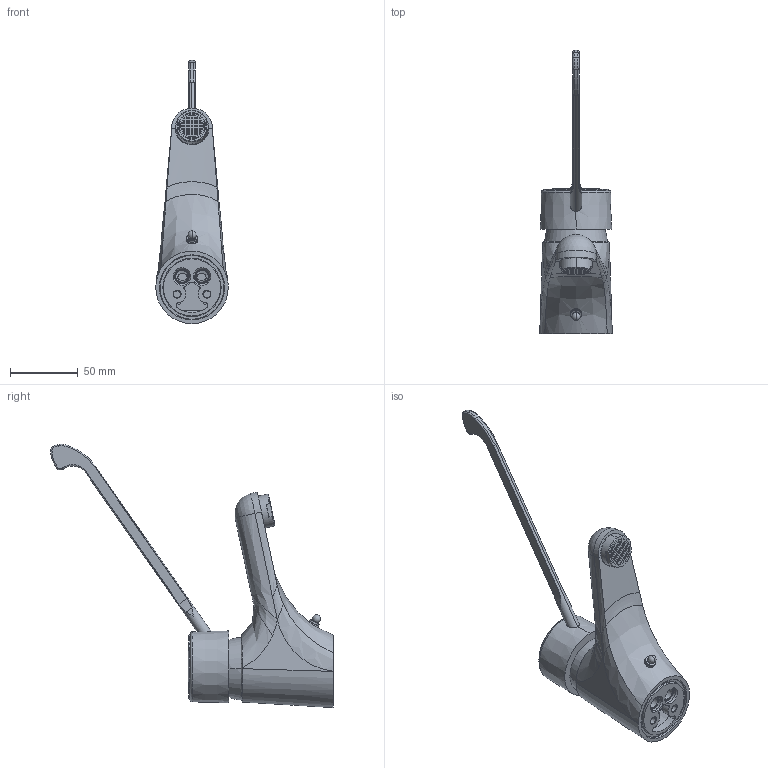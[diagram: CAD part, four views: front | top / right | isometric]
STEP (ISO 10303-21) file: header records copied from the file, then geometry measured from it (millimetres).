
FILE_DESCRIPTION((''),'2;1');
FILE_NAME('PE301CR_SW0001','2024-09-23T16:34:52',('alberto.gaboardi'),('PAFFONI SpA'),'CREO PARAMETRIC BY PTC INC, 2022124','CREO PARAMETRIC BY PTC INC, 2022124','');
FILE_SCHEMA(('CONFIG_CONTROL_DESIGN','SHAPE_APPEARANCE_LAYERS_GROUPS'));
Length unit declared in the file: millimetre
Products named in the file (1): PE301CR_SW0001
Bounding box: 53.5 x 208.58 x 194.17 mm (x, y, z)
Volume: 183719.3 mm3; surface area: 76478.9 mm2
Topology: 2 solids, 14 shells, 2121 faces, 5695 edges, 3730 vertices
Faces by surface type: plane 1704, cylinder 205, torus 74, bspline 64, sphere 37, cone 33, extrusion 4
Entity records: 77524 total; most frequent: CARTESIAN_POINT 19059, ORIENTED_EDGE 11344, DIRECTION 11013, EDGE_CURVE 5672, VECTOR 3795, LINE 3791, VERTEX_POINT 3730, AXIS2_PLACEMENT_3D 3609
